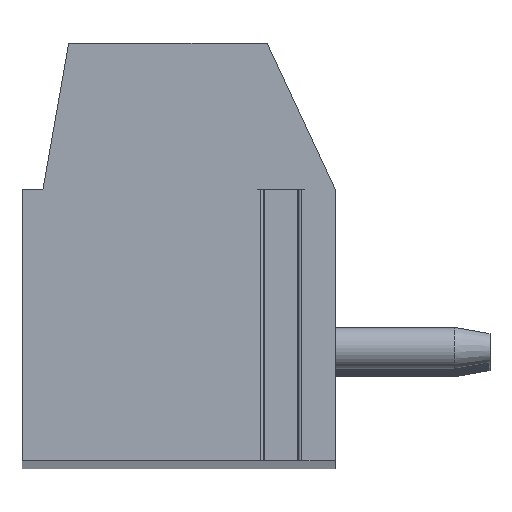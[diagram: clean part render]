
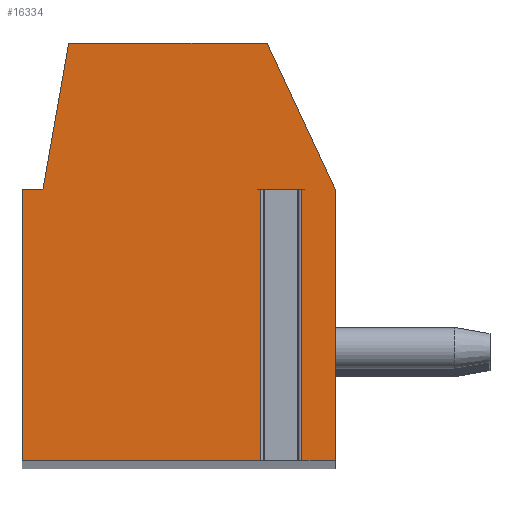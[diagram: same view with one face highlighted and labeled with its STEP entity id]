
A CAD part, top view. The second image highlights one B-rep face of the part: STEP entity #16334.
In plain terms, the highlighted planar face has unit normal (0, 0, 1).
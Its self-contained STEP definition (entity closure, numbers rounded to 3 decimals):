
#161=DIRECTION('',(-1.,0.,0.));
#162=VECTOR('',#161,0.996);
#163=CARTESIAN_POINT('',(2.948,1.5,107.5));
#164=LINE('',#163,#162);
#165=DIRECTION('',(0.,-1.,0.));
#166=VECTOR('',#165,6.5);
#167=CARTESIAN_POINT('',(1.952,1.5,107.5));
#168=LINE('',#167,#166);
#169=DIRECTION('',(1.,0.,0.));
#170=VECTOR('',#169,5.702);
#171=CARTESIAN_POINT('',(-3.75,-5.,107.5));
#172=LINE('',#171,#170);
#173=DIRECTION('',(0.,-1.,0.));
#174=VECTOR('',#173,6.5);
#175=CARTESIAN_POINT('',(-3.75,1.5,107.5));
#176=LINE('',#175,#174);
#177=DIRECTION('',(-1.,0.,0.));
#178=VECTOR('',#177,0.5);
#179=CARTESIAN_POINT('',(-3.25,1.5,107.5));
#180=LINE('',#179,#178);
#181=DIRECTION('',(-0.174,-0.985,0.));
#182=VECTOR('',#181,3.554);
#183=CARTESIAN_POINT('',(-2.633,5.,107.5));
#184=LINE('',#183,#182);
#185=DIRECTION('',(-1.,0.,0.));
#186=VECTOR('',#185,4.751);
#187=CARTESIAN_POINT('',(2.118,5.,107.5));
#188=LINE('',#187,#186);
#189=DIRECTION('',(-0.423,0.906,0.));
#190=VECTOR('',#189,3.862);
#191=CARTESIAN_POINT('',(3.75,1.5,107.5));
#192=LINE('',#191,#190);
#193=DIRECTION('',(0.,1.,0.));
#194=VECTOR('',#193,6.5);
#195=CARTESIAN_POINT('',(3.75,-5.,107.5));
#196=LINE('',#195,#194);
#197=DIRECTION('',(1.,0.,0.));
#198=VECTOR('',#197,0.802);
#199=CARTESIAN_POINT('',(2.948,-5.,107.5));
#200=LINE('',#199,#198);
#201=DIRECTION('',(0.,-1.,0.));
#202=VECTOR('',#201,6.5);
#203=CARTESIAN_POINT('',(2.948,1.5,107.5));
#204=LINE('',#203,#202);
#12727=CARTESIAN_POINT('',(3.75,-5.,107.5));
#12728=CARTESIAN_POINT('',(3.75,1.5,107.5));
#12729=VERTEX_POINT('',#12727);
#12730=VERTEX_POINT('',#12728);
#12731=CARTESIAN_POINT('',(2.118,5.,107.5));
#12732=VERTEX_POINT('',#12731);
#12733=CARTESIAN_POINT('',(-2.633,5.,107.5));
#12734=VERTEX_POINT('',#12733);
#12735=CARTESIAN_POINT('',(-3.25,1.5,107.5));
#12736=VERTEX_POINT('',#12735);
#12737=CARTESIAN_POINT('',(-3.75,1.5,107.5));
#12738=VERTEX_POINT('',#12737);
#12739=CARTESIAN_POINT('',(-3.75,-5.,107.5));
#12740=VERTEX_POINT('',#12739);
#12785=CARTESIAN_POINT('',(2.948,1.5,107.5));
#12786=CARTESIAN_POINT('',(1.952,1.5,107.5));
#12787=VERTEX_POINT('',#12785);
#12788=VERTEX_POINT('',#12786);
#12789=CARTESIAN_POINT('',(2.948,-5.,
107.5));
#12790=VERTEX_POINT('',#12789);
#12791=CARTESIAN_POINT('',(1.952,-5.,
107.5));
#12792=VERTEX_POINT('',#12791);
#16308=CARTESIAN_POINT('',(0.,0.,107.5));
#16309=DIRECTION('',(0.,0.,1.));
#16310=DIRECTION('',(1.,0.,0.));
#16311=AXIS2_PLACEMENT_3D('',#16308,#16309,#16310);
#16312=PLANE('',#16311);
#16314=ORIENTED_EDGE('',*,*,#16313,.T.);
#16316=ORIENTED_EDGE('',*,*,#16315,.T.);
#16317=ORIENTED_EDGE('',*,*,#16276,.F.);
#16319=ORIENTED_EDGE('',*,*,#16318,.F.);
#16321=ORIENTED_EDGE('',*,*,#16320,.F.);
#16323=ORIENTED_EDGE('',*,*,#16322,.F.);
#16325=ORIENTED_EDGE('',*,*,#16324,.F.);
#16327=ORIENTED_EDGE('',*,*,#16326,.F.);
#16329=ORIENTED_EDGE('',*,*,#16328,.F.);
#16330=ORIENTED_EDGE('',*,*,#16255,.F.);
#16331=ORIENTED_EDGE('',*,*,#16298,.F.);
#16332=EDGE_LOOP('',(#16314,#16316,#16317,#16319,#16321,#16323,#16325,#16327,
#16329,#16330,#16331));
#16333=FACE_OUTER_BOUND('',#16332,.F.);
#16255=EDGE_CURVE('',#12790,#12729,#200,.T.);
#16276=EDGE_CURVE('',#12740,#12792,#172,.T.);
#16298=EDGE_CURVE('',#12787,#12790,#204,.T.);
#16313=EDGE_CURVE('',#12787,#12788,#164,.T.);
#16315=EDGE_CURVE('',#12788,#12792,#168,.T.);
#16318=EDGE_CURVE('',#12738,#12740,#176,.T.);
#16320=EDGE_CURVE('',#12736,#12738,#180,.T.);
#16322=EDGE_CURVE('',#12734,#12736,#184,.T.);
#16324=EDGE_CURVE('',#12732,#12734,#188,.T.);
#16326=EDGE_CURVE('',#12730,#12732,#192,.T.);
#16328=EDGE_CURVE('',#12729,#12730,#196,.T.);
#16334=ADVANCED_FACE('',(#16333),#16312,.T.);
